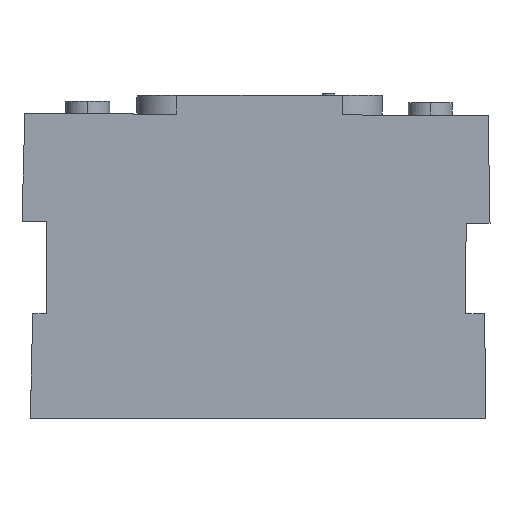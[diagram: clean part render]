
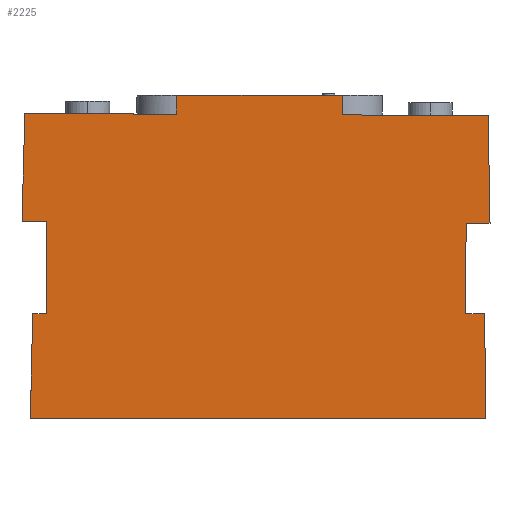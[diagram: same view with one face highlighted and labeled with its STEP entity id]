
A CAD part, left-side view. The second image highlights one B-rep face of the part: STEP entity #2225.
In plain terms, the highlighted planar face has unit normal (-1, 0, 0).
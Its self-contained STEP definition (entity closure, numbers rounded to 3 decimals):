
#27=DIRECTION('',(0.,0.026,-1.));
#28=VECTOR('',#27,2.374);
#29=CARTESIAN_POINT('',(0.,39.476,40.7));
#30=LINE('',#29,#28);
#31=DIRECTION('',(0.,1.,0.));
#32=VECTOR('',#31,20.88);
#33=CARTESIAN_POINT('',(0.,18.596,40.7));
#34=LINE('',#33,#32);
#35=DIRECTION('',(0.,0.017,1.));
#36=VECTOR('',#35,2.465);
#37=CARTESIAN_POINT('',(0.,18.553,38.235));
#38=LINE('',#37,#36);
#39=DIRECTION('',(0.,0.017,1.));
#40=VECTOR('',#39,13.534);
#41=CARTESIAN_POINT('',(0.,0.,24.623));
#42=LINE('',#41,#40);
#43=DIRECTION('',(0.,0.,1.));
#44=VECTOR('',#43,0.058);
#45=CARTESIAN_POINT('',(0.,0.,24.565));
#46=LINE('',#45,#44);
#47=DIRECTION('',(0.,-1.,-0.004));
#48=VECTOR('',#47,3.014);
#49=CARTESIAN_POINT('',(0.,3.014,24.578));
#50=LINE('',#49,#48);
#51=DIRECTION('',(0.,-0.004,1.));
#52=VECTOR('',#51,11.368);
#53=CARTESIAN_POINT('',(0.,3.064,13.21));
#54=LINE('',#53,#52);
#55=DIRECTION('',(0.,1.,0.));
#56=VECTOR('',#55,2.376);
#57=CARTESIAN_POINT('',(0.,0.688,13.21));
#58=LINE('',#57,#56);
#59=DIRECTION('',(0.,0.013,1.));
#60=VECTOR('',#59,13.211);
#61=CARTESIAN_POINT('',(0.,0.515,0.));
#62=LINE('',#61,#60);
#63=DIRECTION('',(0.,-1.,0.));
#64=VECTOR('',#63,57.401);
#65=CARTESIAN_POINT('',(0.,57.915,0.));
#66=LINE('',#65,#64);
#67=DIRECTION('',(0.,0.022,-1.));
#68=VECTOR('',#67,13.213);
#69=CARTESIAN_POINT('',(0.,57.627,13.21));
#70=LINE('',#69,#68);
#71=DIRECTION('',(0.,1.,0.));
#72=VECTOR('',#71,1.731);
#73=CARTESIAN_POINT('',(0.,55.896,13.21));
#74=LINE('',#73,#72);
#75=DIRECTION('',(0.,0.004,-1.));
#76=VECTOR('',#75,11.599);
#77=CARTESIAN_POINT('',(0.,55.846,24.809));
#78=LINE('',#77,#76);
#79=DIRECTION('',(0.,-1.,-0.004));
#80=VECTOR('',#79,3.127);
#81=CARTESIAN_POINT('',(0.,58.973,24.822));
#82=LINE('',#81,#80);
#83=DIRECTION('',(0.,0.026,-1.));
#84=VECTOR('',#83,13.592);
#85=CARTESIAN_POINT('',(0.,58.617,38.41));
#86=LINE('',#85,#84);
#117=DIRECTION('',(0.,1.,0.004));
#118=VECTOR('',#117,19.079);
#119=CARTESIAN_POINT('',(0.,39.538,38.327));
#120=LINE('',#119,#118);
#243=CARTESIAN_POINT('',(0.,39.476,40.7));
#269=CARTESIAN_POINT('',(0.,18.596,40.7));
#349=DIRECTION('',(0.,1.,0.004));
#350=VECTOR('',#349,18.317);
#351=CARTESIAN_POINT('',(0.,0.236,38.155));
#352=LINE('',#351,#350);
#1717=CARTESIAN_POINT('',(0.,0.,24.623));
#1718=CARTESIAN_POINT('',(0.,0.236,38.155));
#1719=VERTEX_POINT('',#1717);
#1720=VERTEX_POINT('',#1718);
#1721=CARTESIAN_POINT('',(0.,58.617,38.41));
#1722=CARTESIAN_POINT('',(0.,58.973,24.822));
#1723=VERTEX_POINT('',#1721);
#1724=VERTEX_POINT('',#1722);
#1725=CARTESIAN_POINT('',(0.,55.846,24.809));
#1726=VERTEX_POINT('',#1725);
#1727=CARTESIAN_POINT('',(0.,55.896,13.21));
#1728=VERTEX_POINT('',#1727);
#1729=CARTESIAN_POINT('',(0.,57.627,13.21));
#1730=CARTESIAN_POINT('',(0.,57.915,0.));
#1731=VERTEX_POINT('',#1729);
#1732=VERTEX_POINT('',#1730);
#1733=CARTESIAN_POINT('',(0.,0.515,0.));
#1734=VERTEX_POINT('',#1733);
#1735=CARTESIAN_POINT('',(0.,0.688,13.21));
#1736=VERTEX_POINT('',#1735);
#1737=CARTESIAN_POINT('',(0.,3.064,13.21));
#1738=CARTESIAN_POINT('',(0.,3.014,24.578));
#1739=VERTEX_POINT('',#1737);
#1740=VERTEX_POINT('',#1738);
#1741=CARTESIAN_POINT('',(0.,0.,24.565));
#1742=VERTEX_POINT('',#1741);
#1858=VERTEX_POINT('',#243);
#1859=CARTESIAN_POINT('',(0.,39.538,38.327));
#1860=VERTEX_POINT('',#1859);
#1874=VERTEX_POINT('',#269);
#1878=CARTESIAN_POINT('',(0.,18.553,38.235));
#1879=VERTEX_POINT('',#1878);
#2184=CARTESIAN_POINT('',(0.,0.,0.));
#2185=DIRECTION('',(-1.,0.,0.));
#2186=DIRECTION('',(0.,0.,1.));
#2187=AXIS2_PLACEMENT_3D('',#2184,#2185,#2186);
#2188=PLANE('',#2187);
#2190=ORIENTED_EDGE('',*,*,#2189,.F.);
#2192=ORIENTED_EDGE('',*,*,#2191,.F.);
#2194=ORIENTED_EDGE('',*,*,#2193,.F.);
#2196=ORIENTED_EDGE('',*,*,#2195,.F.);
#2198=ORIENTED_EDGE('',*,*,#2197,.F.);
#2200=ORIENTED_EDGE('',*,*,#2199,.F.);
#2202=ORIENTED_EDGE('',*,*,#2201,.F.);
#2204=ORIENTED_EDGE('',*,*,#2203,.F.);
#2206=ORIENTED_EDGE('',*,*,#2205,.F.);
#2208=ORIENTED_EDGE('',*,*,#2207,.F.);
#2210=ORIENTED_EDGE('',*,*,#2209,.F.);
#2212=ORIENTED_EDGE('',*,*,#2211,.F.);
#2214=ORIENTED_EDGE('',*,*,#2213,.F.);
#2216=ORIENTED_EDGE('',*,*,#2215,.F.);
#2218=ORIENTED_EDGE('',*,*,#2217,.F.);
#2220=ORIENTED_EDGE('',*,*,#2219,.F.);
#2222=ORIENTED_EDGE('',*,*,#2221,.F.);
#2223=EDGE_LOOP('',(#2190,#2192,#2194,#2196,#2198,#2200,#2202,#2204,#2206,#2208,
#2210,#2212,#2214,#2216,#2218,#2220,#2222));
#2224=FACE_OUTER_BOUND('',#2223,.F.);
#2189=EDGE_CURVE('',#1858,#1860,#30,.T.);
#2191=EDGE_CURVE('',#1874,#1858,#34,.T.);
#2193=EDGE_CURVE('',#1879,#1874,#38,.T.);
#2195=EDGE_CURVE('',#1720,#1879,#352,.T.);
#2197=EDGE_CURVE('',#1719,#1720,#42,.T.);
#2199=EDGE_CURVE('',#1742,#1719,#46,.T.);
#2201=EDGE_CURVE('',#1740,#1742,#50,.T.);
#2203=EDGE_CURVE('',#1739,#1740,#54,.T.);
#2205=EDGE_CURVE('',#1736,#1739,#58,.T.);
#2207=EDGE_CURVE('',#1734,#1736,#62,.T.);
#2209=EDGE_CURVE('',#1732,#1734,#66,.T.);
#2211=EDGE_CURVE('',#1731,#1732,#70,.T.);
#2213=EDGE_CURVE('',#1728,#1731,#74,.T.);
#2215=EDGE_CURVE('',#1726,#1728,#78,.T.);
#2217=EDGE_CURVE('',#1724,#1726,#82,.T.);
#2219=EDGE_CURVE('',#1723,#1724,#86,.T.);
#2221=EDGE_CURVE('',#1860,#1723,#120,.T.);
#2225=ADVANCED_FACE('',(#2224),#2188,.T.);
